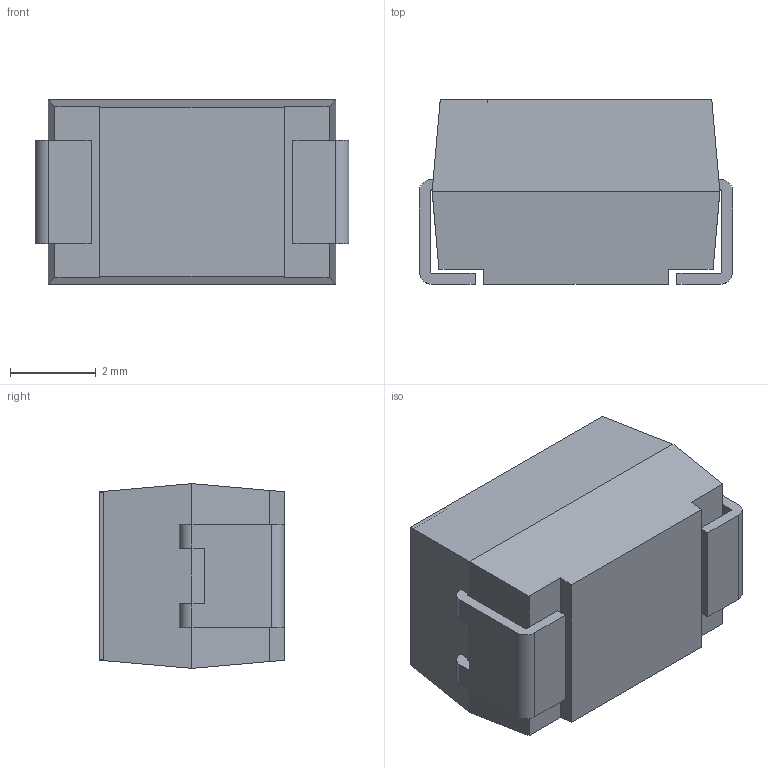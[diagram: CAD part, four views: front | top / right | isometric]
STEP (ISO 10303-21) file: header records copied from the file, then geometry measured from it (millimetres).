
FILE_DESCRIPTION (( 'STEP AP214' ), '1' );
FILE_NAME ('TAJE107M025SNJV.STEP', '2023-11-20T23:44:25', ( '' ), ( '' ), 'SwSTEP 2.0', 'SolidWorks 2021', '' );
FILE_SCHEMA (( 'AUTOMOTIVE_DESIGN' ));
Length unit declared in the file: millimetre
Products named in the file (1): TAJE107M025SNJV
Bounding box: 7.3 x 4.3 x 4.3 mm (x, y, z)
Volume: 116.1 mm3; surface area: 187 mm2
Topology: 4 solids, 4 shells, 61 faces, 152 edges, 100 vertices
Faces by surface type: plane 49, cylinder 12
Entity records: 1859 total; most frequent: CARTESIAN_POINT 314, ORIENTED_EDGE 304, DIRECTION 300, EDGE_CURVE 152, LINE 128, VECTOR 128, VERTEX_POINT 100, AXIS2_PLACEMENT_3D 86
